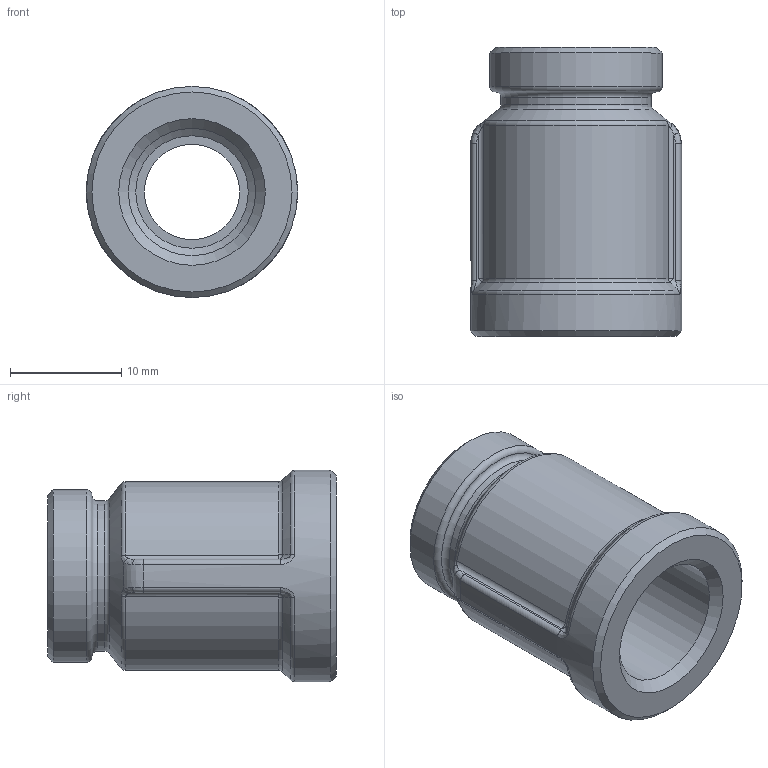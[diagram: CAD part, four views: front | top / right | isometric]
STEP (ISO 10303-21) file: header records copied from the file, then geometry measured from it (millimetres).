
FILE_DESCRIPTION(/* description */ (''),/* implementation_level */ '2;1');
FILE_NAME(/* name */ 'KI-335-1-008 Aschl.stp',/* time_stamp */ '2016-06-02T12:49:52+02:00',/* author */ ('hochmair'),/* organization */ (''),/* preprocessor_version */ 'ST-DEVELOPER v15.6',/* originating_system */ 'Autodesk Inventor 2015',/* authorisation */ '');
FILE_SCHEMA (('AUTOMOTIVE_DESIGN { 1 0 10303 214 3 1 1 }'));
Length unit declared in the file: millimetre
Products named in the file (1): TB63381265
Bounding box: 19 x 26 x 19 mm (x, y, z)
Volume: 3072.3 mm3; surface area: 2796 mm2
Topology: 1 solids, 1 shells, 68 faces, 146 edges, 82 vertices
Faces by surface type: bspline 20, cylinder 16, torus 12, cone 8, plane 8, sphere 4
Full cylindrical faces by diameter (mm): 8.566 x1, 11.445 x1, 13.5 x1, 14 x1, 15.5 x1, 19 x1
Entity records: 2177 total; most frequent: CARTESIAN_POINT 815, DIRECTION 280, ORIENTED_EDGE 254, AXIS2_PLACEMENT_3D 132, EDGE_CURVE 127, EDGE_LOOP 88, VERTEX_POINT 79, CIRCLE 75
